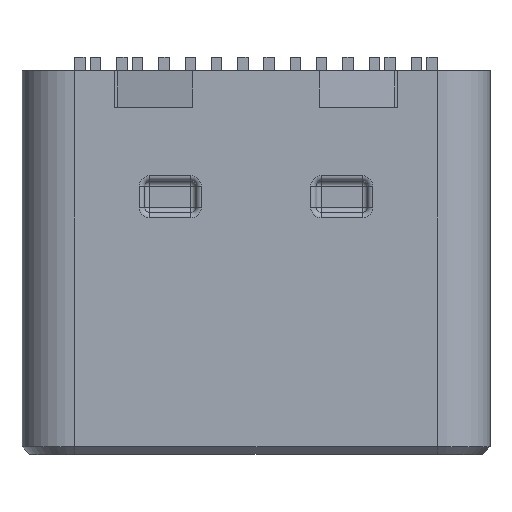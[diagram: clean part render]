
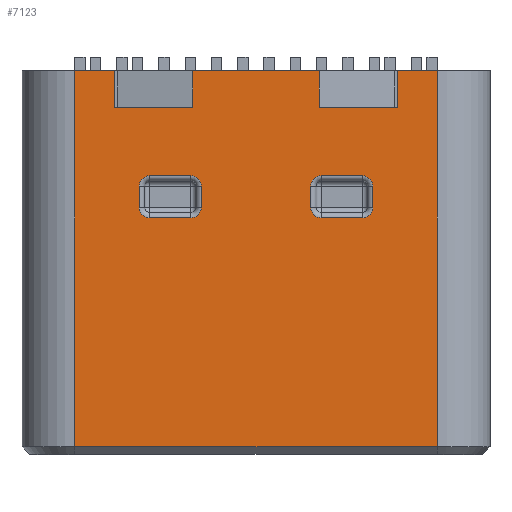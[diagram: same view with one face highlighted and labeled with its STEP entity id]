
A CAD part, top view. The second image highlights one B-rep face of the part: STEP entity #7123.
In plain terms, the highlighted planar face has unit normal (0, 0, 1).
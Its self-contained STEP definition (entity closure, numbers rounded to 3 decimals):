
#6785 = VERTEX_POINT('',#6786);
#6786 = CARTESIAN_POINT('',(-2.725,3.78,3.3));
#6792 = EDGE_CURVE('',#6785,#6793,#6795,.T.);
#6793 = VERTEX_POINT('',#6794);
#6794 = CARTESIAN_POINT('',(-3.475,3.78,3.3));
#6795 = LINE('',#6796,#6797);
#6796 = CARTESIAN_POINT('',(-2.725,3.78,3.3));
#6797 = VECTOR('',#6798,1.);
#6798 = DIRECTION('',(-1.,0.,0.));
#6842 = VERTEX_POINT('',#6843);
#6843 = CARTESIAN_POINT('',(2.675,3.78,3.3));
#6884 = VERTEX_POINT('',#6885);
#6885 = CARTESIAN_POINT('',(3.425,3.78,3.3));
#6892 = EDGE_CURVE('',#6884,#6842,#6893,.T.);
#6893 = LINE('',#6894,#6895);
#6894 = CARTESIAN_POINT('',(3.425,3.78,3.3));
#6895 = VECTOR('',#6896,1.);
#6896 = DIRECTION('',(-1.,0.,0.));
#6906 = EDGE_CURVE('',#6907,#6909,#6911,.T.);
#6907 = VERTEX_POINT('',#6908);
#6908 = CARTESIAN_POINT('',(1.175,3.78,3.3));
#6909 = VERTEX_POINT('',#6910);
#6910 = CARTESIAN_POINT('',(-1.225,3.78,3.3));
#6911 = LINE('',#6912,#6913);
#6912 = CARTESIAN_POINT('',(1.175,3.78,3.3));
#6913 = VECTOR('',#6914,1.);
#6914 = DIRECTION('',(-1.,0.,0.));
#6988 = VERTEX_POINT('',#6989);
#6989 = CARTESIAN_POINT('',(-2.725,3.08,3.3));
#6995 = EDGE_CURVE('',#6785,#6988,#6996,.T.);
#6996 = LINE('',#6997,#6998);
#6997 = CARTESIAN_POINT('',(-2.725,3.78,3.3));
#6998 = VECTOR('',#6999,1.);
#6999 = DIRECTION('',(0.,-1.,0.));
#7033 = EDGE_CURVE('',#6988,#7034,#7036,.T.);
#7034 = VERTEX_POINT('',#7035);
#7035 = CARTESIAN_POINT('',(-1.225,3.08,3.3));
#7036 = LINE('',#7037,#7038);
#7037 = CARTESIAN_POINT('',(-2.725,3.08,3.3));
#7038 = VECTOR('',#7039,1.);
#7039 = DIRECTION('',(1.,0.,0.));
#7123 = ADVANCED_FACE('',(#7124,#7181,#7251),#7321,.T.);
#7124 = FACE_BOUND('',#7125,.F.);
#7125 = EDGE_LOOP('',(#7126,#7136,#7142,#7143,#7144,#7145,#7151,#7152,
    #7160,#7168,#7174,#7175));
#7126 = ORIENTED_EDGE('',*,*,#7127,.T.);
#7127 = EDGE_CURVE('',#7128,#7130,#7132,.T.);
#7128 = VERTEX_POINT('',#7129);
#7129 = CARTESIAN_POINT('',(3.425,-3.37,
    3.3));
#7130 = VERTEX_POINT('',#7131);
#7131 = CARTESIAN_POINT('',(-3.475,-3.37,3.3));
#7132 = LINE('',#7133,#7134);
#7133 = CARTESIAN_POINT('',(3.425,-3.37,
    3.3));
#7134 = VECTOR('',#7135,1.);
#7135 = DIRECTION('',(-1.,0.,0.));
#7136 = ORIENTED_EDGE('',*,*,#7137,.T.);
#7137 = EDGE_CURVE('',#7130,#6793,#7138,.T.);
#7138 = LINE('',#7139,#7140);
#7139 = CARTESIAN_POINT('',(-3.475,-3.37,
    3.3));
#7140 = VECTOR('',#7141,1.);
#7141 = DIRECTION('',(0.,1.,0.));
#7142 = ORIENTED_EDGE('',*,*,#6792,.F.);
#7143 = ORIENTED_EDGE('',*,*,#6995,.T.);
#7144 = ORIENTED_EDGE('',*,*,#7033,.T.);
#7145 = ORIENTED_EDGE('',*,*,#7146,.F.);
#7146 = EDGE_CURVE('',#6909,#7034,#7147,.T.);
#7147 = LINE('',#7148,#7149);
#7148 = CARTESIAN_POINT('',(-1.225,3.78,3.3));
#7149 = VECTOR('',#7150,1.);
#7150 = DIRECTION('',(0.,-1.,0.));
#7151 = ORIENTED_EDGE('',*,*,#6906,.F.);
#7152 = ORIENTED_EDGE('',*,*,#7153,.T.);
#7153 = EDGE_CURVE('',#6907,#7154,#7156,.T.);
#7154 = VERTEX_POINT('',#7155);
#7155 = CARTESIAN_POINT('',(1.175,3.08,3.3));
#7156 = LINE('',#7157,#7158);
#7157 = CARTESIAN_POINT('',(1.175,3.78,3.3));
#7158 = VECTOR('',#7159,1.);
#7159 = DIRECTION('',(0.,-1.,0.));
#7160 = ORIENTED_EDGE('',*,*,#7161,.T.);
#7161 = EDGE_CURVE('',#7154,#7162,#7164,.T.);
#7162 = VERTEX_POINT('',#7163);
#7163 = CARTESIAN_POINT('',(2.675,3.08,3.3));
#7164 = LINE('',#7165,#7166);
#7165 = CARTESIAN_POINT('',(1.175,3.08,3.3));
#7166 = VECTOR('',#7167,1.);
#7167 = DIRECTION('',(1.,0.,0.));
#7168 = ORIENTED_EDGE('',*,*,#7169,.F.);
#7169 = EDGE_CURVE('',#6842,#7162,#7170,.T.);
#7170 = LINE('',#7171,#7172);
#7171 = CARTESIAN_POINT('',(2.675,3.78,3.3));
#7172 = VECTOR('',#7173,1.);
#7173 = DIRECTION('',(0.,-1.,0.));
#7174 = ORIENTED_EDGE('',*,*,#6892,.F.);
#7175 = ORIENTED_EDGE('',*,*,#7176,.F.);
#7176 = EDGE_CURVE('',#7128,#6884,#7177,.T.);
#7177 = LINE('',#7178,#7179);
#7178 = CARTESIAN_POINT('',(3.425,-3.37,
    3.3));
#7179 = VECTOR('',#7180,1.);
#7180 = DIRECTION('',(0.,1.,0.));
#7181 = FACE_BOUND('',#7182,.F.);
#7182 = EDGE_LOOP('',(#7183,#7193,#7202,#7210,#7219,#7227,#7236,#7244));
#7183 = ORIENTED_EDGE('',*,*,#7184,.F.);
#7184 = EDGE_CURVE('',#7185,#7187,#7189,.T.);
#7185 = VERTEX_POINT('',#7186);
#7186 = CARTESIAN_POINT('',(-2.045,1.78,3.3));
#7187 = VERTEX_POINT('',#7188);
#7188 = CARTESIAN_POINT('',(-1.265,1.78,3.3));
#7189 = LINE('',#7190,#7191);
#7190 = CARTESIAN_POINT('',(-2.045,1.78,3.3));
#7191 = VECTOR('',#7192,1.);
#7192 = DIRECTION('',(1.,0.,0.));
#7193 = ORIENTED_EDGE('',*,*,#7194,.F.);
#7194 = EDGE_CURVE('',#7195,#7185,#7197,.T.);
#7195 = VERTEX_POINT('',#7196);
#7196 = CARTESIAN_POINT('',(-2.245,1.58,3.3));
#7197 = CIRCLE('',#7198,0.2);
#7198 = AXIS2_PLACEMENT_3D('',#7199,#7200,#7201);
#7199 = CARTESIAN_POINT('',(-2.045,1.58,3.3));
#7200 = DIRECTION('',(0.,0.,-1.));
#7201 = DIRECTION('',(-1.,0.,0.));
#7202 = ORIENTED_EDGE('',*,*,#7203,.F.);
#7203 = EDGE_CURVE('',#7204,#7195,#7206,.T.);
#7204 = VERTEX_POINT('',#7205);
#7205 = CARTESIAN_POINT('',(-2.245,1.18,3.3));
#7206 = LINE('',#7207,#7208);
#7207 = CARTESIAN_POINT('',(-2.245,1.18,3.3));
#7208 = VECTOR('',#7209,1.);
#7209 = DIRECTION('',(0.,1.,0.));
#7210 = ORIENTED_EDGE('',*,*,#7211,.F.);
#7211 = EDGE_CURVE('',#7212,#7204,#7214,.T.);
#7212 = VERTEX_POINT('',#7213);
#7213 = CARTESIAN_POINT('',(-2.045,0.98,3.3));
#7214 = CIRCLE('',#7215,0.2);
#7215 = AXIS2_PLACEMENT_3D('',#7216,#7217,#7218);
#7216 = CARTESIAN_POINT('',(-2.045,1.18,3.3));
#7217 = DIRECTION('',(0.,0.,-1.));
#7218 = DIRECTION('',(0.,-1.,0.));
#7219 = ORIENTED_EDGE('',*,*,#7220,.F.);
#7220 = EDGE_CURVE('',#7221,#7212,#7223,.T.);
#7221 = VERTEX_POINT('',#7222);
#7222 = CARTESIAN_POINT('',(-1.265,0.98,3.3));
#7223 = LINE('',#7224,#7225);
#7224 = CARTESIAN_POINT('',(-1.265,0.98,3.3));
#7225 = VECTOR('',#7226,1.);
#7226 = DIRECTION('',(-1.,0.,0.));
#7227 = ORIENTED_EDGE('',*,*,#7228,.F.);
#7228 = EDGE_CURVE('',#7229,#7221,#7231,.T.);
#7229 = VERTEX_POINT('',#7230);
#7230 = CARTESIAN_POINT('',(-1.065,1.18,3.3));
#7231 = CIRCLE('',#7232,0.2);
#7232 = AXIS2_PLACEMENT_3D('',#7233,#7234,#7235);
#7233 = CARTESIAN_POINT('',(-1.265,1.18,3.3));
#7234 = DIRECTION('',(0.,0.,-1.));
#7235 = DIRECTION('',(1.,0.,0.));
#7236 = ORIENTED_EDGE('',*,*,#7237,.F.);
#7237 = EDGE_CURVE('',#7238,#7229,#7240,.T.);
#7238 = VERTEX_POINT('',#7239);
#7239 = CARTESIAN_POINT('',(-1.065,1.58,3.3));
#7240 = LINE('',#7241,#7242);
#7241 = CARTESIAN_POINT('',(-1.065,1.58,3.3));
#7242 = VECTOR('',#7243,1.);
#7243 = DIRECTION('',(0.,-1.,0.));
#7244 = ORIENTED_EDGE('',*,*,#7245,.F.);
#7245 = EDGE_CURVE('',#7187,#7238,#7246,.T.);
#7246 = CIRCLE('',#7247,0.2);
#7247 = AXIS2_PLACEMENT_3D('',#7248,#7249,#7250);
#7248 = CARTESIAN_POINT('',(-1.265,1.58,3.3));
#7249 = DIRECTION('',(0.,0.,-1.));
#7250 = DIRECTION('',(0.,1.,0.));
#7251 = FACE_BOUND('',#7252,.F.);
#7252 = EDGE_LOOP('',(#7253,#7263,#7272,#7280,#7289,#7297,#7306,#7314));
#7253 = ORIENTED_EDGE('',*,*,#7254,.F.);
#7254 = EDGE_CURVE('',#7255,#7257,#7259,.T.);
#7255 = VERTEX_POINT('',#7256);
#7256 = CARTESIAN_POINT('',(1.995,0.98,3.3));
#7257 = VERTEX_POINT('',#7258);
#7258 = CARTESIAN_POINT('',(1.215,0.98,3.3));
#7259 = LINE('',#7260,#7261);
#7260 = CARTESIAN_POINT('',(1.995,0.98,3.3));
#7261 = VECTOR('',#7262,1.);
#7262 = DIRECTION('',(-1.,0.,0.));
#7263 = ORIENTED_EDGE('',*,*,#7264,.F.);
#7264 = EDGE_CURVE('',#7265,#7255,#7267,.T.);
#7265 = VERTEX_POINT('',#7266);
#7266 = CARTESIAN_POINT('',(2.195,1.18,3.3));
#7267 = CIRCLE('',#7268,0.2);
#7268 = AXIS2_PLACEMENT_3D('',#7269,#7270,#7271);
#7269 = CARTESIAN_POINT('',(1.995,1.18,3.3));
#7270 = DIRECTION('',(0.,0.,-1.));
#7271 = DIRECTION('',(1.,0.,0.));
#7272 = ORIENTED_EDGE('',*,*,#7273,.F.);
#7273 = EDGE_CURVE('',#7274,#7265,#7276,.T.);
#7274 = VERTEX_POINT('',#7275);
#7275 = CARTESIAN_POINT('',(2.195,1.58,3.3));
#7276 = LINE('',#7277,#7278);
#7277 = CARTESIAN_POINT('',(2.195,1.58,3.3));
#7278 = VECTOR('',#7279,1.);
#7279 = DIRECTION('',(0.,-1.,0.));
#7280 = ORIENTED_EDGE('',*,*,#7281,.F.);
#7281 = EDGE_CURVE('',#7282,#7274,#7284,.T.);
#7282 = VERTEX_POINT('',#7283);
#7283 = CARTESIAN_POINT('',(1.995,1.78,3.3));
#7284 = CIRCLE('',#7285,0.2);
#7285 = AXIS2_PLACEMENT_3D('',#7286,#7287,#7288);
#7286 = CARTESIAN_POINT('',(1.995,1.58,3.3));
#7287 = DIRECTION('',(0.,0.,-1.));
#7288 = DIRECTION('',(0.,1.,0.));
#7289 = ORIENTED_EDGE('',*,*,#7290,.F.);
#7290 = EDGE_CURVE('',#7291,#7282,#7293,.T.);
#7291 = VERTEX_POINT('',#7292);
#7292 = CARTESIAN_POINT('',(1.215,1.78,3.3));
#7293 = LINE('',#7294,#7295);
#7294 = CARTESIAN_POINT('',(1.215,1.78,3.3));
#7295 = VECTOR('',#7296,1.);
#7296 = DIRECTION('',(1.,0.,0.));
#7297 = ORIENTED_EDGE('',*,*,#7298,.F.);
#7298 = EDGE_CURVE('',#7299,#7291,#7301,.T.);
#7299 = VERTEX_POINT('',#7300);
#7300 = CARTESIAN_POINT('',(1.015,1.58,3.3));
#7301 = CIRCLE('',#7302,0.2);
#7302 = AXIS2_PLACEMENT_3D('',#7303,#7304,#7305);
#7303 = CARTESIAN_POINT('',(1.215,1.58,3.3));
#7304 = DIRECTION('',(0.,0.,-1.));
#7305 = DIRECTION('',(-1.,0.,0.));
#7306 = ORIENTED_EDGE('',*,*,#7307,.F.);
#7307 = EDGE_CURVE('',#7308,#7299,#7310,.T.);
#7308 = VERTEX_POINT('',#7309);
#7309 = CARTESIAN_POINT('',(1.015,1.18,3.3));
#7310 = LINE('',#7311,#7312);
#7311 = CARTESIAN_POINT('',(1.015,1.18,3.3));
#7312 = VECTOR('',#7313,1.);
#7313 = DIRECTION('',(0.,1.,0.));
#7314 = ORIENTED_EDGE('',*,*,#7315,.F.);
#7315 = EDGE_CURVE('',#7257,#7308,#7316,.T.);
#7316 = CIRCLE('',#7317,0.2);
#7317 = AXIS2_PLACEMENT_3D('',#7318,#7319,#7320);
#7318 = CARTESIAN_POINT('',(1.215,1.18,3.3));
#7319 = DIRECTION('',(0.,0.,-1.));
#7320 = DIRECTION('',(0.,-1.,0.));
#7321 = PLANE('',#7322);
#7322 = AXIS2_PLACEMENT_3D('',#7323,#7324,#7325);
#7323 = CARTESIAN_POINT('',(3.425,-3.57,3.3));
#7324 = DIRECTION('',(0.,0.,1.));
#7325 = DIRECTION('',(-1.,0.,0.));
